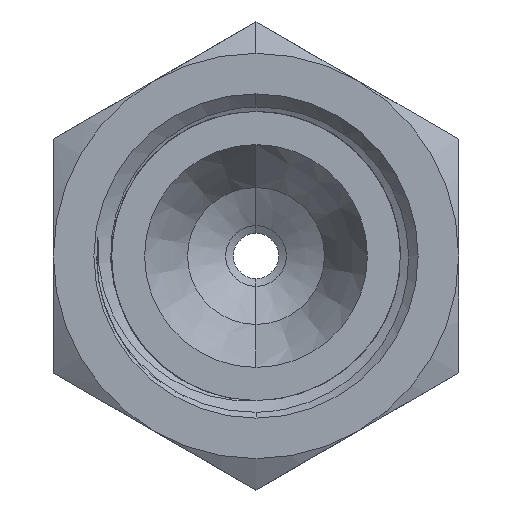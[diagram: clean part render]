
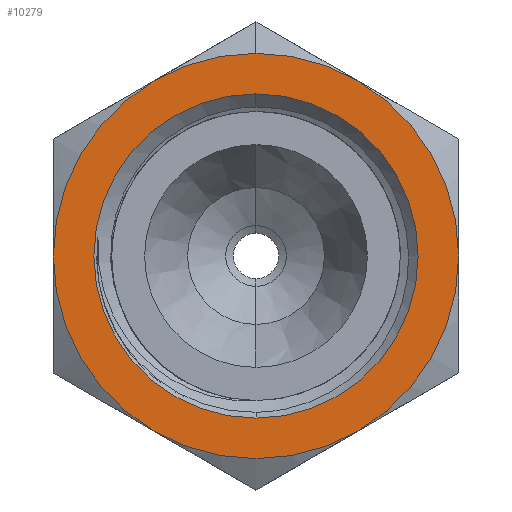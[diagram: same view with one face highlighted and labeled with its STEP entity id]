
A CAD part, front view. The second image highlights one B-rep face of the part: STEP entity #10279.
In plain terms, the highlighted planar face has unit normal (0, -1, 0).
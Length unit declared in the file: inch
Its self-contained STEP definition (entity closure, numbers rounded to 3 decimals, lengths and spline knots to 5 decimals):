
#359 = AXIS2_PLACEMENT_3D ( 'NONE', #1886, #14584, #606 ) ;
#606 = DIRECTION ( 'NONE',  ( 0., 0., 1. ) ) ;
#1015 = DIRECTION ( 'NONE',  ( 0., 0., 1. ) ) ;
#1361 = CIRCLE ( 'NONE', #6401, 0.625 ) ;
#1683 = CIRCLE ( 'NONE', #13627, 0.625 ) ;
#1830 = CIRCLE ( 'NONE', #10437, 0.625 ) ;
#1831 = VERTEX_POINT ( 'NONE', #8666 ) ;
#1867 = CIRCLE ( 'NONE', #2591, 0.625 ) ;
#1886 = CARTESIAN_POINT ( 'NONE',  ( 0., 0., 0. ) ) ;
#1897 = DIRECTION ( 'NONE',  ( 0., 0., 1. ) ) ;
#2138 = CARTESIAN_POINT ( 'NONE',  ( -0.3125, 0., -0.54127 ) ) ;
#2385 = EDGE_LOOP ( 'NONE', ( #10579, #2659 ) ) ;
#2591 = AXIS2_PLACEMENT_3D ( 'NONE', #16904, #11267, #12495 ) ;
#2659 = ORIENTED_EDGE ( 'NONE', *, *, #10232, .T. ) ;
#2871 = DIRECTION ( 'NONE',  ( 0., 1., 0. ) ) ;
#2887 = DIRECTION ( 'NONE',  ( 0., 1., 0. ) ) ;
#3562 = CARTESIAN_POINT ( 'NONE',  ( 0., 0., 0. ) ) ;
#4443 = VERTEX_POINT ( 'NONE', #2138 ) ;
#4483 = EDGE_CURVE ( 'NONE', #17900, #4663, #1867, .T. ) ;
#4663 = VERTEX_POINT ( 'NONE', #15360 ) ;
#5084 = CARTESIAN_POINT ( 'NONE',  ( 0., 0., 0. ) ) ;
#5257 = FACE_BOUND ( 'NONE', #2385, .T. ) ;
#5376 = EDGE_CURVE ( 'NONE', #1831, #11838, #11763, .T. ) ;
#6243 = DIRECTION ( 'NONE',  ( 0., 1., 0. ) ) ;
#6351 = DIRECTION ( 'NONE',  ( 0., 0., 1. ) ) ;
#6401 = AXIS2_PLACEMENT_3D ( 'NONE', #5084, #6243, #13382 ) ;
#6874 = VERTEX_POINT ( 'NONE', #9943 ) ;
#7027 = CARTESIAN_POINT ( 'NONE',  ( 0., 0., 0.625 ) ) ;
#7541 = DIRECTION ( 'NONE',  ( 0., 1., 0. ) ) ;
#8581 = DIRECTION ( 'NONE',  ( 0., 0., 1. ) ) ;
#8666 = CARTESIAN_POINT ( 'NONE',  ( -0.625, 0., 0. ) ) ;
#8723 = EDGE_LOOP ( 'NONE', ( #16766, #12988, #15920, #10374, #14187, #13605, #14900 ) ) ;
#8799 = VERTEX_POINT ( 'NONE', #14299 ) ;
#8946 = DIRECTION ( 'NONE',  ( 0., 1., 0. ) ) ;
#9136 = EDGE_CURVE ( 'NONE', #6874, #8799, #13517, .T. ) ;
#9164 = AXIS2_PLACEMENT_3D ( 'NONE', #17376, #8946, #1897 ) ;
#9246 = CARTESIAN_POINT ( 'NONE',  ( 0.3125, 0., -0.54127 ) ) ;
#9268 = CARTESIAN_POINT ( 'NONE',  ( 0.3125, 0., 0.54127 ) ) ;
#9454 = EDGE_CURVE ( 'NONE', #17125, #4663, #11286, .T. ) ;
#9620 = CARTESIAN_POINT ( 'NONE',  ( 0., 0., 0. ) ) ;
#9782 = EDGE_CURVE ( 'NONE', #4443, #1831, #1830, .T. ) ;
#9897 = DIRECTION ( 'NONE',  ( 0., 0., 1. ) ) ;
#9943 = CARTESIAN_POINT ( 'NONE',  ( 0., 0., -0.5 ) ) ;
#9944 = CIRCLE ( 'NONE', #14789, 0.625 ) ;
#9978 = CARTESIAN_POINT ( 'NONE',  ( 0., 0., 0. ) ) ;
#10193 = EDGE_CURVE ( 'NONE', #17900, #4443, #1683, .T. ) ;
#10232 = EDGE_CURVE ( 'NONE', #8799, #6874, #11593, .T. ) ;
#10279 = ADVANCED_FACE ( 'NONE', ( #14940, #5257 ), #11387, .F. ) ;
#10304 = CARTESIAN_POINT ( 'NONE',  ( 0., 0., 0. ) ) ;
#10374 = ORIENTED_EDGE ( 'NONE', *, *, #5376, .F. ) ;
#10437 = AXIS2_PLACEMENT_3D ( 'NONE', #10304, #7541, #17402 ) ;
#10579 = ORIENTED_EDGE ( 'NONE', *, *, #9136, .T. ) ;
#10861 = DIRECTION ( 'NONE',  ( 0., 0., 1. ) ) ;
#11267 = DIRECTION ( 'NONE',  ( 0., -1., 0. ) ) ;
#11286 = CIRCLE ( 'NONE', #17775, 0.625 ) ;
#11387 = PLANE ( 'NONE',  #17409 ) ;
#11486 = CARTESIAN_POINT ( 'NONE',  ( 0., 0., 0. ) ) ;
#11593 = CIRCLE ( 'NONE', #15523, 0.5 ) ;
#11763 = CIRCLE ( 'NONE', #359, 0.625 ) ;
#11838 = VERTEX_POINT ( 'NONE', #13779 ) ;
#12495 = DIRECTION ( 'NONE',  ( 0., 0., -1. ) ) ;
#12988 = ORIENTED_EDGE ( 'NONE', *, *, #15790, .F. ) ;
#13382 = DIRECTION ( 'NONE',  ( 0., 0., 1. ) ) ;
#13517 = CIRCLE ( 'NONE', #9164, 0.5 ) ;
#13605 = ORIENTED_EDGE ( 'NONE', *, *, #10193, .F. ) ;
#13627 = AXIS2_PLACEMENT_3D ( 'NONE', #18089, #16548, #1015 ) ;
#13779 = CARTESIAN_POINT ( 'NONE',  ( -0.3125, 0., 0.54127 ) ) ;
#14187 = ORIENTED_EDGE ( 'NONE', *, *, #9782, .F. ) ;
#14299 = CARTESIAN_POINT ( 'NONE',  ( 0., 0., 0.5 ) ) ;
#14584 = DIRECTION ( 'NONE',  ( 0., 1., 0. ) ) ;
#14789 = AXIS2_PLACEMENT_3D ( 'NONE', #3562, #16091, #6351 ) ;
#14900 = ORIENTED_EDGE ( 'NONE', *, *, #4483, .T. ) ;
#14940 = FACE_OUTER_BOUND ( 'NONE', #8723, .T. ) ;
#15360 = CARTESIAN_POINT ( 'NONE',  ( 0.625, 0., 0. ) ) ;
#15523 = AXIS2_PLACEMENT_3D ( 'NONE', #9620, #17970, #10861 ) ;
#15790 = EDGE_CURVE ( 'NONE', #17492, #17125, #1361, .T. ) ;
#15920 = ORIENTED_EDGE ( 'NONE', *, *, #17682, .F. ) ;
#16091 = DIRECTION ( 'NONE',  ( 0., 1., 0. ) ) ;
#16548 = DIRECTION ( 'NONE',  ( 0., 1., 0. ) ) ;
#16766 = ORIENTED_EDGE ( 'NONE', *, *, #9454, .F. ) ;
#16904 = CARTESIAN_POINT ( 'NONE',  ( 0., 0., 0. ) ) ;
#17125 = VERTEX_POINT ( 'NONE', #9268 ) ;
#17376 = CARTESIAN_POINT ( 'NONE',  ( 0., 0., 0. ) ) ;
#17402 = DIRECTION ( 'NONE',  ( 0., 0., 1. ) ) ;
#17409 = AXIS2_PLACEMENT_3D ( 'NONE', #9978, #2887, #8581 ) ;
#17492 = VERTEX_POINT ( 'NONE', #7027 ) ;
#17682 = EDGE_CURVE ( 'NONE', #11838, #17492, #9944, .T. ) ;
#17775 = AXIS2_PLACEMENT_3D ( 'NONE', #11486, #2871, #9897 ) ;
#17900 = VERTEX_POINT ( 'NONE', #9246 ) ;
#17970 = DIRECTION ( 'NONE',  ( 0., 1., 0. ) ) ;
#18089 = CARTESIAN_POINT ( 'NONE',  ( 0., 0., 0. ) ) ;
